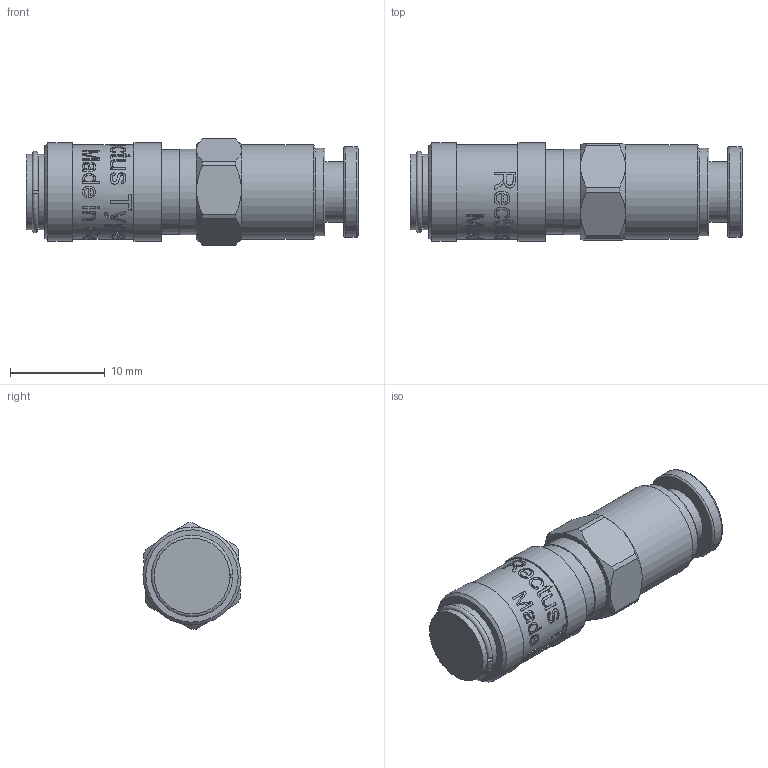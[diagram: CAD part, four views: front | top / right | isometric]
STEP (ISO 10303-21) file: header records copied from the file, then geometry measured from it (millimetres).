
FILE_DESCRIPTION((''),'2;1');
FILE_NAME('20karp04mpn.stp','2014-11-04T11:35:17',('IA176480'),(''),'Autodesk Inventor 2013','Autodesk Inventor 2013','');
FILE_SCHEMA(('AUTOMOTIVE_DESIGN { 1 0 10303 214 1 1 1 1 }'));
Length unit declared in the file: millimetre
Products named in the file (1): D112305
Bounding box: 35.05 x 10.35 x 11.25 mm (x, y, z)
Volume: 2443.5 mm3; surface area: 2264.8 mm2
Topology: 2 solids, 4 shells, 460 faces, 1187 edges, 782 vertices
Faces by surface type: bspline 200, plane 159, cylinder 68, cone 25, torus 8
Full cylindrical faces by diameter (mm): 6.4 x1, 6.836 x1, 7.3 x1, 7.4 x1, 7.46 x1, 7.8 x2, 8 x3, 8.1 x1, 8.15 x2, 8.9 x1, 9 x1, 9.15 x1, 9.2 x1, 9.25 x1, 9.6 x1, 10 x2, 10.35 x2
Entity records: 63583 total; most frequent: CARTESIAN_POINT 53644, ORIENTED_EDGE 2270, DIRECTION 1255, EDGE_CURVE 1135, VERTEX_POINT 771, EDGE_LOOP 556, B_SPLINE_CURVE_WITH_KNOTS 539, FACE_OUTER_BOUND 460
